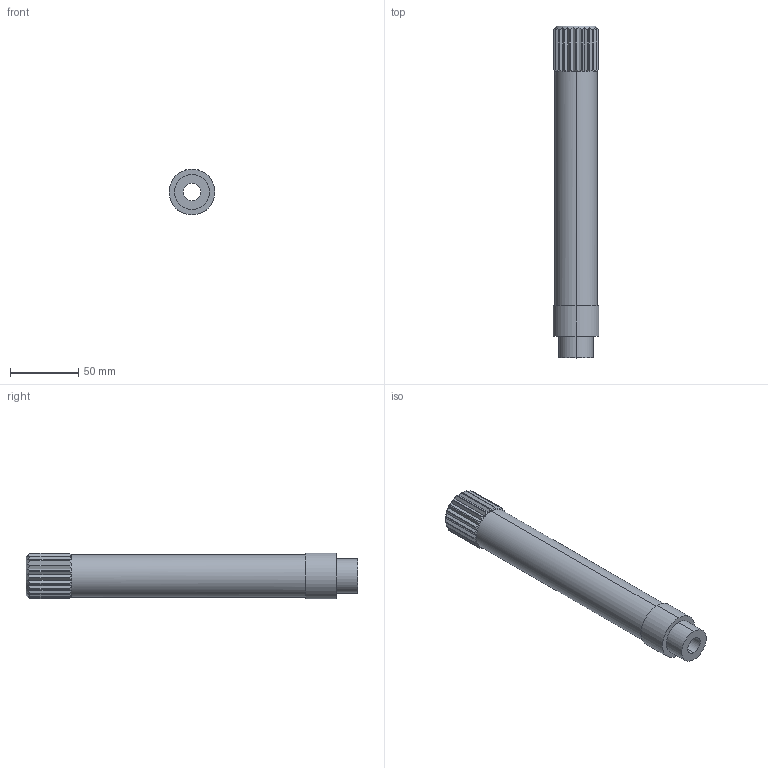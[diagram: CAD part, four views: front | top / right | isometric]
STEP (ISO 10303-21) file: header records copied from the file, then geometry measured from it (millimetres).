
FILE_DESCRIPTION (( 'STEP AP203' ), '1' );
FILE_NAME ('Axle Shaft_Default_sldprt.STEP', '2023-01-20T01:40:40', ( '' ), ( '' ), 'SwSTEP 2.0', 'SolidWorks 2022', '' );
FILE_SCHEMA (( 'CONFIG_CONTROL_DESIGN' ));
Length unit declared in the file: inch
Products named in the file (1): Axle Shaft_Default_sldprt
Bounding box: 33.48 x 242.57 x 33.48 mm (x, y, z)
Volume: 151549.9 mm3; surface area: 35492.2 mm2
Topology: 1 solids, 1 shells, 130 faces, 330 edges, 204 vertices
Faces by surface type: plane 50, cone 49, cylinder 31
Entity records: 4103 total; most frequent: CARTESIAN_POINT 1079, ORIENTED_EDGE 660, DIRECTION 566, EDGE_CURVE 330, AXIS2_PLACEMENT_3D 243, VERTEX_POINT 204, B_SPLINE_CURVE_WITH_KNOTS 138, EDGE_LOOP 134
